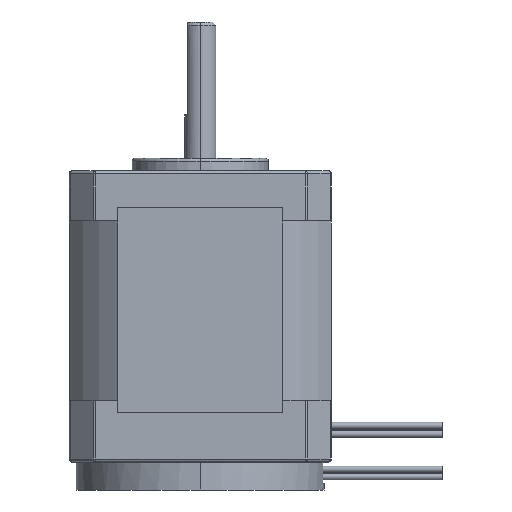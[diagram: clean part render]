
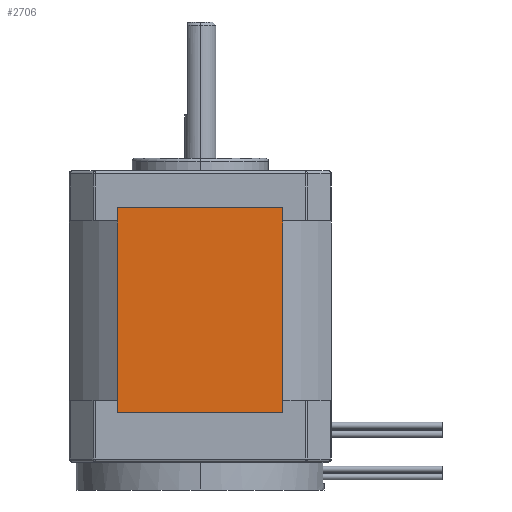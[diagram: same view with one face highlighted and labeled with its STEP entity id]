
A CAD part, left-side view. The second image highlights one B-rep face of the part: STEP entity #2706.
In plain terms, the highlighted planar face has unit normal (-1, 0, 0).
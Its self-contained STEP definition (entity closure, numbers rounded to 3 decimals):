
#115 = VECTOR ( 'NONE', #6380, 1000. ) ;
#648 = DIRECTION ( 'NONE',  ( 0., 1., 0. ) ) ;
#716 = ORIENTED_EDGE ( 'NONE', *, *, #1202, .F. ) ;
#725 = CARTESIAN_POINT ( 'NONE',  ( -21.16, -13.314, 63.85 ) ) ;
#1124 = VERTEX_POINT ( 'NONE', #7082 ) ;
#1135 = VECTOR ( 'NONE', #5694, 1000. ) ;
#1202 = EDGE_CURVE ( 'NONE', #9168, #10599, #2329, .T. ) ;
#1536 = DIRECTION ( 'NONE',  ( 1., 0., 0. ) ) ;
#1920 = DIRECTION ( 'NONE',  ( 0., 0., -1. ) ) ;
#1925 = LINE ( 'NONE', #9801, #1135 ) ;
#2013 = EDGE_CURVE ( 'NONE', #3706, #1124, #8506, .T. ) ;
#2126 = EDGE_CURVE ( 'NONE', #1124, #10599, #1925, .T. ) ;
#2132 = ORIENTED_EDGE ( 'NONE', *, *, #2126, .T. ) ;
#2329 = LINE ( 'NONE', #5543, #3122 ) ;
#2706 = ADVANCED_FACE ( 'NONE', ( #3740 ), #6597, .F. ) ;
#2826 = AXIS2_PLACEMENT_3D ( 'NONE', #725, #1536, #648 ) ;
#2838 = CARTESIAN_POINT ( 'NONE',  ( -21.16, -13.314, 63.85 ) ) ;
#2983 = CARTESIAN_POINT ( 'NONE',  ( -21.16, -13.314, 4. ) ) ;
#3122 = VECTOR ( 'NONE', #5610, 1000. ) ;
#3260 = VECTOR ( 'NONE', #1920, 1000. ) ;
#3399 = LINE ( 'NONE', #2838, #3260 ) ;
#3706 = VERTEX_POINT ( 'NONE', #5453 ) ;
#3740 = FACE_OUTER_BOUND ( 'NONE', #7993, .T. ) ;
#4950 = CARTESIAN_POINT ( 'NONE',  ( -21.16, 13.314, -29. ) ) ;
#5453 = CARTESIAN_POINT ( 'NONE',  ( -21.16, -13.314, 4. ) ) ;
#5543 = CARTESIAN_POINT ( 'NONE',  ( -21.16, -13.314, -29. ) ) ;
#5610 = DIRECTION ( 'NONE',  ( 0., 1., 0. ) ) ;
#5662 = ORIENTED_EDGE ( 'NONE', *, *, #9381, .F. ) ;
#5694 = DIRECTION ( 'NONE',  ( 0., 0., -1. ) ) ;
#6380 = DIRECTION ( 'NONE',  ( 0., 1., 0. ) ) ;
#6400 = ORIENTED_EDGE ( 'NONE', *, *, #2013, .T. ) ;
#6597 = PLANE ( 'NONE',  #2826 ) ;
#7082 = CARTESIAN_POINT ( 'NONE',  ( -21.16, 13.314, 4. ) ) ;
#7285 = CARTESIAN_POINT ( 'NONE',  ( -21.16, -13.314, -29. ) ) ;
#7993 = EDGE_LOOP ( 'NONE', ( #5662, #6400, #2132, #716 ) ) ;
#8506 = LINE ( 'NONE', #2983, #115 ) ;
#9168 = VERTEX_POINT ( 'NONE', #7285 ) ;
#9381 = EDGE_CURVE ( 'NONE', #3706, #9168, #3399, .T. ) ;
#9801 = CARTESIAN_POINT ( 'NONE',  ( -21.16, 13.314, 63.85 ) ) ;
#10599 = VERTEX_POINT ( 'NONE', #4950 ) ;
